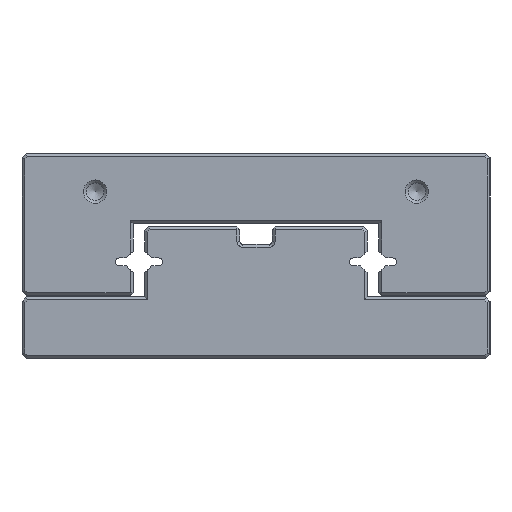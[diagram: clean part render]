
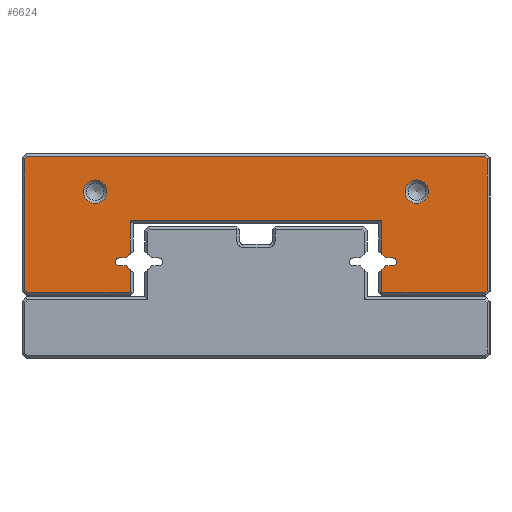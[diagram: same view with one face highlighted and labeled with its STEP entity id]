
A CAD part, left-side view. The second image highlights one B-rep face of the part: STEP entity #6624.
In plain terms, the highlighted planar face has unit normal (-1, 0, 0).
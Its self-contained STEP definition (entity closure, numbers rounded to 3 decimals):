
#5311=FACE_BOUND('',#10473,.T.);
#5312=FACE_BOUND('',#10474,.T.);
#5313=FACE_BOUND('',#10475,.T.);
#6007=CIRCLE('',#29237,0.667);
#6030=CIRCLE('',#29268,0.667);
#6034=CIRCLE('',#29278,2.);
#6035=CIRCLE('',#29279,2.);
#6624=ADVANCED_FACE('',(#5311,#5312,#5313),#7968,.T.);
#7968=PLANE('',#29280);
#10473=EDGE_LOOP('',(#13916,#13917,#13918,#13919,#13920,#13921,#13922,#13923,
#13924,#13925,#13926,#13927,#13928,#13929,#13930,#13931,#13932,#13933,#13934,
#13935,#13936,#13937,#13938,#13939));
#10474=EDGE_LOOP('',(#13940));
#10475=EDGE_LOOP('',(#13941));
#13916=ORIENTED_EDGE('',*,*,#21836,.F.);
#13917=ORIENTED_EDGE('',*,*,#21875,.T.);
#13918=ORIENTED_EDGE('',*,*,#21876,.T.);
#13919=ORIENTED_EDGE('',*,*,#21877,.T.);
#13920=ORIENTED_EDGE('',*,*,#21765,.F.);
#13921=ORIENTED_EDGE('',*,*,#21759,.F.);
#13922=ORIENTED_EDGE('',*,*,#21756,.F.);
#13923=ORIENTED_EDGE('',*,*,#21753,.F.);
#13924=ORIENTED_EDGE('',*,*,#21751,.F.);
#13925=ORIENTED_EDGE('',*,*,#21878,.T.);
#13926=ORIENTED_EDGE('',*,*,#21879,.T.);
#13927=ORIENTED_EDGE('',*,*,#21880,.T.);
#13928=ORIENTED_EDGE('',*,*,#21881,.T.);
#13929=ORIENTED_EDGE('',*,*,#21882,.T.);
#13930=ORIENTED_EDGE('',*,*,#21883,.T.);
#13931=ORIENTED_EDGE('',*,*,#21884,.T.);
#13932=ORIENTED_EDGE('',*,*,#21885,.T.);
#13933=ORIENTED_EDGE('',*,*,#21886,.T.);
#13934=ORIENTED_EDGE('',*,*,#21887,.T.);
#13935=ORIENTED_EDGE('',*,*,#21888,.T.);
#13936=ORIENTED_EDGE('',*,*,#21850,.F.);
#13937=ORIENTED_EDGE('',*,*,#21844,.F.);
#13938=ORIENTED_EDGE('',*,*,#21841,.F.);
#13939=ORIENTED_EDGE('',*,*,#21838,.F.);
#13940=ORIENTED_EDGE('',*,*,#21889,.T.);
#13941=ORIENTED_EDGE('',*,*,#21890,.T.);
#19293=VERTEX_POINT('',#39425);
#19294=VERTEX_POINT('',#39427);
#19295=VERTEX_POINT('',#39431);
#19297=VERTEX_POINT('',#39437);
#19299=VERTEX_POINT('',#39443);
#19304=VERTEX_POINT('',#39455);
#19352=VERTEX_POINT('',#39577);
#19353=VERTEX_POINT('',#39579);
#19354=VERTEX_POINT('',#39583);
#19356=VERTEX_POINT('',#39589);
#19358=VERTEX_POINT('',#39595);
#19363=VERTEX_POINT('',#39607);
#19384=VERTEX_POINT('',#39657);
#19385=VERTEX_POINT('',#39659);
#19386=VERTEX_POINT('',#39662);
#19387=VERTEX_POINT('',#39664);
#19388=VERTEX_POINT('',#39666);
#19389=VERTEX_POINT('',#39668);
#19390=VERTEX_POINT('',#39670);
#19391=VERTEX_POINT('',#39672);
#19392=VERTEX_POINT('',#39674);
#19393=VERTEX_POINT('',#39676);
#19394=VERTEX_POINT('',#39678);
#19395=VERTEX_POINT('',#39680);
#19396=VERTEX_POINT('',#39683);
#19397=VERTEX_POINT('',#39685);
#21751=EDGE_CURVE('',#19293,#19294,#24601,.T.);
#21753=EDGE_CURVE('',#19294,#19295,#24603,.T.);
#21756=EDGE_CURVE('',#19295,#19297,#6007,.T.);
#21759=EDGE_CURVE('',#19297,#19299,#24607,.T.);
#21765=EDGE_CURVE('',#19299,#19304,#24613,.T.);
#21836=EDGE_CURVE('',#19352,#19353,#24663,.T.);
#21838=EDGE_CURVE('',#19353,#19354,#24665,.T.);
#21841=EDGE_CURVE('',#19354,#19356,#6030,.T.);
#21844=EDGE_CURVE('',#19356,#19358,#24669,.T.);
#21850=EDGE_CURVE('',#19358,#19363,#24675,.T.);
#21875=EDGE_CURVE('',#19352,#19384,#24698,.T.);
#21876=EDGE_CURVE('',#19384,#19385,#24699,.T.);
#21877=EDGE_CURVE('',#19385,#19304,#24700,.T.);
#21878=EDGE_CURVE('',#19293,#19386,#24701,.T.);
#21879=EDGE_CURVE('',#19386,#19387,#24702,.T.);
#21880=EDGE_CURVE('',#19387,#19388,#24703,.T.);
#21881=EDGE_CURVE('',#19388,#19389,#24704,.T.);
#21882=EDGE_CURVE('',#19389,#19390,#24705,.T.);
#21883=EDGE_CURVE('',#19390,#19391,#24706,.T.);
#21884=EDGE_CURVE('',#19391,#19392,#24707,.T.);
#21885=EDGE_CURVE('',#19392,#19393,#24708,.T.);
#21886=EDGE_CURVE('',#19393,#19394,#24709,.T.);
#21887=EDGE_CURVE('',#19394,#19395,#24710,.T.);
#21888=EDGE_CURVE('',#19395,#19363,#24711,.T.);
#21889=EDGE_CURVE('',#19396,#19396,#6034,.T.);
#21890=EDGE_CURVE('',#19397,#19397,#6035,.T.);
#24601=LINE('',#39426,#27037);
#24603=LINE('',#39430,#27039);
#24607=LINE('',#39442,#27043);
#24613=LINE('',#39454,#27049);
#24663=LINE('',#39578,#27099);
#24665=LINE('',#39582,#27101);
#24669=LINE('',#39594,#27105);
#24675=LINE('',#39606,#27111);
#24698=LINE('',#39656,#27134);
#24699=LINE('',#39658,#27135);
#24700=LINE('',#39660,#27136);
#24701=LINE('',#39661,#27137);
#24702=LINE('',#39663,#27138);
#24703=LINE('',#39665,#27139);
#24704=LINE('',#39667,#27140);
#24705=LINE('',#39669,#27141);
#24706=LINE('',#39671,#27142);
#24707=LINE('',#39673,#27143);
#24708=LINE('',#39675,#27144);
#24709=LINE('',#39677,#27145);
#24710=LINE('',#39679,#27146);
#24711=LINE('',#39681,#27147);
#27037=VECTOR('',#32473,1.);
#27039=VECTOR('',#32477,1.);
#27043=VECTOR('',#32489,1.);
#27049=VECTOR('',#32497,1.);
#27099=VECTOR('',#32597,1.);
#27101=VECTOR('',#32601,1.);
#27105=VECTOR('',#32613,1.);
#27111=VECTOR('',#32621,1.);
#27134=VECTOR('',#32656,1.);
#27135=VECTOR('',#32657,1.);
#27136=VECTOR('',#32658,1.);
#27137=VECTOR('',#32659,1.);
#27138=VECTOR('',#32660,1.);
#27139=VECTOR('',#32661,1.);
#27140=VECTOR('',#32662,1.);
#27141=VECTOR('',#32663,1.);
#27142=VECTOR('',#32664,1.);
#27143=VECTOR('',#32665,1.);
#27144=VECTOR('',#32666,1.);
#27145=VECTOR('',#32667,1.);
#27146=VECTOR('',#32668,1.);
#27147=VECTOR('',#32669,1.);
#29237=AXIS2_PLACEMENT_3D('',#39436,#32482,#32483);
#29268=AXIS2_PLACEMENT_3D('',#39588,#32606,#32607);
#29278=AXIS2_PLACEMENT_3D('',#39682,#32670,#32671);
#29279=AXIS2_PLACEMENT_3D('',#39684,#32672,#32673);
#29280=AXIS2_PLACEMENT_3D('',#39686,#32674,#32675);
#32473=DIRECTION('',(0.,-0.707,0.707));
#32477=DIRECTION('',(0.,-1.,0.));
#32482=DIRECTION('',(-1.,0.,0.));
#32483=DIRECTION('',(0.,0.,-1.));
#32489=DIRECTION('',(0.,1.,0.));
#32497=DIRECTION('',(0.,0.707,0.707));
#32597=DIRECTION('',(0.,0.707,-0.707));
#32601=DIRECTION('',(0.,1.,0.));
#32606=DIRECTION('',(-1.,0.,0.));
#32607=DIRECTION('',(0.,0.,1.));
#32613=DIRECTION('',(0.,-1.,0.));
#32621=DIRECTION('',(0.,-0.707,-0.707));
#32656=DIRECTION('',(0.,0.,1.));
#32657=DIRECTION('',(0.,-1.,0.));
#32658=DIRECTION('',(0.,0.,-1.));
#32659=DIRECTION('',(0.,0.,-1.));
#32660=DIRECTION('',(0.,-1.,0.));
#32661=DIRECTION('',(0.,-0.707,0.707));
#32662=DIRECTION('',(0.,0.,1.));
#32663=DIRECTION('',(0.,0.707,0.707));
#32664=DIRECTION('',(0.,1.,0.));
#32665=DIRECTION('',(0.,0.707,-0.707));
#32666=DIRECTION('',(0.,0.,-1.));
#32667=DIRECTION('',(0.,-0.707,-0.707));
#32668=DIRECTION('',(0.,-1.,0.));
#32669=DIRECTION('',(0.,0.,1.));
#32670=DIRECTION('',(1.,0.,0.));
#32671=DIRECTION('',(0.,0.,-1.));
#32672=DIRECTION('',(1.,0.,0.));
#32673=DIRECTION('',(0.,0.,-1.));
#32674=DIRECTION('',(-1.,0.,0.));
#32675=DIRECTION('',(0.,0.,-1.));
#39425=CARTESIAN_POINT('',(80.,18.5,15.172));
#39426=CARTESIAN_POINT('',(80.,19.,14.672));
#39427=CARTESIAN_POINT('',(80.,17.838,15.833));
#39430=CARTESIAN_POINT('',(80.,17.838,15.833));
#39431=CARTESIAN_POINT('',(80.,16.667,15.833));
#39436=CARTESIAN_POINT('',(80.,16.667,16.5));
#39437=CARTESIAN_POINT('',(80.,16.667,17.167));
#39442=CARTESIAN_POINT('',(80.,16.667,17.167));
#39443=CARTESIAN_POINT('',(80.,17.838,17.167));
#39454=CARTESIAN_POINT('',(80.,17.838,17.167));
#39455=CARTESIAN_POINT('',(80.,18.5,17.828));
#39577=CARTESIAN_POINT('',(80.,61.5,17.828));
#39578=CARTESIAN_POINT('',(80.,61.,18.328));
#39579=CARTESIAN_POINT('',(80.,62.162,17.167));
#39582=CARTESIAN_POINT('',(80.,62.162,17.167));
#39583=CARTESIAN_POINT('',(80.,63.333,17.167));
#39588=CARTESIAN_POINT('',(80.,63.333,16.5));
#39589=CARTESIAN_POINT('',(80.,63.333,15.833));
#39594=CARTESIAN_POINT('',(80.,63.333,15.833));
#39595=CARTESIAN_POINT('',(80.,62.162,15.833));
#39606=CARTESIAN_POINT('',(80.,62.162,15.833));
#39607=CARTESIAN_POINT('',(80.,61.5,15.172));
#39656=CARTESIAN_POINT('',(80.,61.5,23.));
#39657=CARTESIAN_POINT('',(80.,61.5,23.5));
#39658=CARTESIAN_POINT('',(80.,19.,23.5));
#39659=CARTESIAN_POINT('',(80.,18.5,23.5));
#39660=CARTESIAN_POINT('',(80.,18.5,18.328));
#39661=CARTESIAN_POINT('',(80.,18.5,10.7));
#39662=CARTESIAN_POINT('',(80.,18.5,11.2));
#39663=CARTESIAN_POINT('',(80.,0.7,11.2));
#39664=CARTESIAN_POINT('',(80.,0.907,11.2));
#39665=CARTESIAN_POINT('',(80.,6.137,5.97));
#39666=CARTESIAN_POINT('',(80.,0.5,11.607));
#39667=CARTESIAN_POINT('',(80.,0.5,34.3));
#39668=CARTESIAN_POINT('',(80.,0.5,34.093));
#39669=CARTESIAN_POINT('',(80.,-0.213,33.38));
#39670=CARTESIAN_POINT('',(80.,0.907,34.5));
#39671=CARTESIAN_POINT('',(80.,79.3,34.5));
#39672=CARTESIAN_POINT('',(80.,79.093,34.5));
#39673=CARTESIAN_POINT('',(80.,56.88,56.713));
#39674=CARTESIAN_POINT('',(80.,79.5,34.093));
#39675=CARTESIAN_POINT('',(80.,79.5,11.4));
#39676=CARTESIAN_POINT('',(80.,79.5,11.607));
#39677=CARTESIAN_POINT('',(80.,50.53,-17.363));
#39678=CARTESIAN_POINT('',(80.,79.093,11.2));
#39679=CARTESIAN_POINT('',(80.,61.,11.2));
#39680=CARTESIAN_POINT('',(80.,61.5,11.2));
#39681=CARTESIAN_POINT('',(80.,61.5,14.672));
#39682=CARTESIAN_POINT('',(80.,12.5,28.5));
#39683=CARTESIAN_POINT('',(80.,12.5,26.5));
#39684=CARTESIAN_POINT('',(80.,67.5,28.5));
#39685=CARTESIAN_POINT('',(80.,67.5,26.5));
#39686=CARTESIAN_POINT('',(80.,16.667,16.5));
